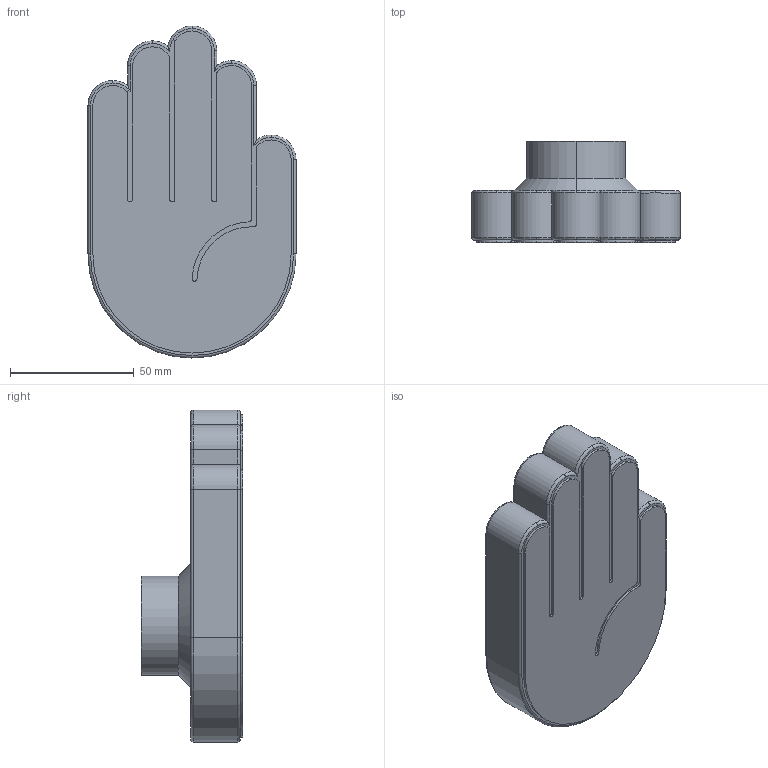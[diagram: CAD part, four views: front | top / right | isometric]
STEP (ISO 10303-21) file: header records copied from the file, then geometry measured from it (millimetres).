
FILE_DESCRIPTION (( 'STEP AP214' ), '1' );
FILE_NAME ('Hand.STEP', '2025-08-06T08:35:09', ( '' ), ( '' ), 'SwSTEP 2.0', 'SolidWorks 2025', '' );
FILE_SCHEMA (( 'AUTOMOTIVE_DESIGN' ));
Length unit declared in the file: millimetre
Products named in the file (1): Hand
Bounding box: 84 x 41 x 134 mm (x, y, z)
Volume: 206613.3 mm3; surface area: 30540.8 mm2
Topology: 1 solids, 1 shells, 126 faces, 340 edges, 219 vertices
Faces by surface type: cylinder 73, plane 24, torus 22, cone 4, bspline 3
Entity records: 11327 total; most frequent: CARTESIAN_POINT 8186, ORIENTED_EDGE 680, DIRECTION 659, EDGE_CURVE 340, AXIS2_PLACEMENT_3D 263, VERTEX_POINT 219, CIRCLE 139, LINE 133
